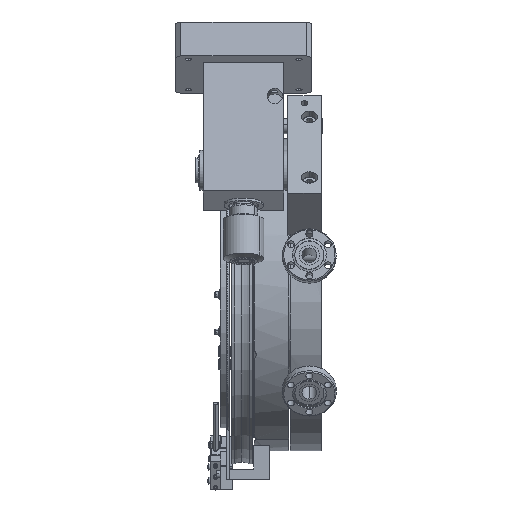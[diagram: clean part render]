
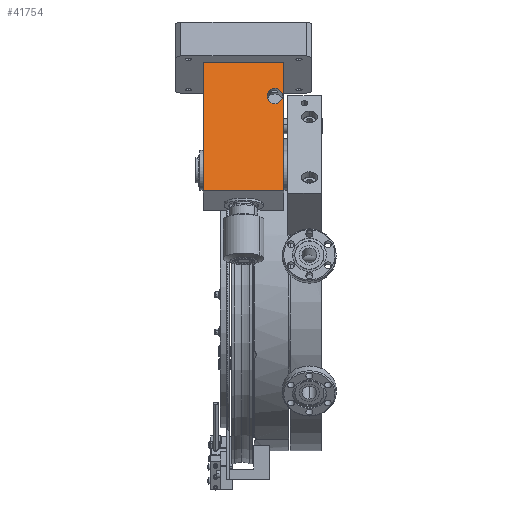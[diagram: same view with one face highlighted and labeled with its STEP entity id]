
A CAD part, left-side view. The second image highlights one B-rep face of the part: STEP entity #41754.
In plain terms, the highlighted planar face has unit normal (-0.962, 0, 0.274).
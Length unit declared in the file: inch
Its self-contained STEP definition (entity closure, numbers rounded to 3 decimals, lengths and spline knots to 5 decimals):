
#6765 = AXIS2_PLACEMENT_3D ( 'NONE', #9082, #9092, #9093 ) ;
#9082 = CARTESIAN_POINT ( 'NONE',  ( -5.2926, 1.637, 2.57534 ) ) ;
#9083 = PLANE ( 'NONE',  #6765 ) ;
#9092 = DIRECTION ( 'NONE',  ( -0.962, 0., 0.274 ) ) ;
#9093 = DIRECTION ( 'NONE',  ( 0., -1., 0. ) ) ;
#10404 = FACE_BOUND ( 'NONE', #42597, .T. ) ;
#10413 = FACE_OUTER_BOUND ( 'NONE', #42591, .T. ) ;
#21856 = VERTEX_POINT ( 'NONE', #64476 ) ;
#21910 = VERTEX_POINT ( 'NONE', #64529 ) ;
#21942 = VERTEX_POINT ( 'NONE', #64557 ) ;
#21943 = VERTEX_POINT ( 'NONE', #64558 ) ;
#21990 = VERTEX_POINT ( 'NONE', #64588 ) ;
#25198 = CARTESIAN_POINT ( 'NONE',  ( -4.38011, -0.363, 5.77268 ) ) ;
#35529 = EDGE_CURVE ( 'NONE', #21910, #21990, #75699, .T. ) ;
#35530 = EDGE_CURVE ( 'NONE', #21942, #53066, #75701, .T. ) ;
#35533 = EDGE_CURVE ( 'NONE', #21990, #53066, #75704, .T. ) ;
#35536 = EDGE_CURVE ( 'NONE', #21943, #21856, #75711, .T. ) ;
#35539 = EDGE_CURVE ( 'NONE', #21910, #21942, #75714, .T. ) ;
#35548 = EDGE_CURVE ( 'NONE', #21856, #21943, #75726, .T. ) ;
#41754 = ADVANCED_FACE ( 'NONE', ( #10404, #10413 ), #9083, .T. ) ;
#42591 = EDGE_LOOP ( 'NONE', ( #42967, #42969, #43016, #43017 ) ) ;
#42597 = EDGE_LOOP ( 'NONE', ( #42968, #42964 ) ) ;
#42964 = ORIENTED_EDGE ( 'NONE', *, *, #35548, .F. ) ;
#42967 = ORIENTED_EDGE ( 'NONE', *, *, #35533, .F. ) ;
#42968 = ORIENTED_EDGE ( 'NONE', *, *, #35536, .F. ) ;
#42969 = ORIENTED_EDGE ( 'NONE', *, *, #35529, .F. ) ;
#43016 = ORIENTED_EDGE ( 'NONE', *, *, #35539, .T. ) ;
#43017 = ORIENTED_EDGE ( 'NONE', *, *, #35530, .T. ) ;
#53066 = VERTEX_POINT ( 'NONE', #25198 ) ;
#64476 = CARTESIAN_POINT ( 'NONE',  ( -4.67384, -0.138, 4.74346 ) ) ;
#64529 = CARTESIAN_POINT ( 'NONE',  ( -5.2926, 1.637, 2.57534 ) ) ;
#64557 = CARTESIAN_POINT ( 'NONE',  ( -5.2926, -0.363, 2.57534 ) ) ;
#64558 = CARTESIAN_POINT ( 'NONE',  ( -4.56664, -0.138, 5.11909 ) ) ;
#64588 = CARTESIAN_POINT ( 'NONE',  ( -4.38011, 1.637, 5.77268 ) ) ;
#75692 = VECTOR ( 'NONE', #77080, 39.37008 ) ;
#75699 = LINE ( 'NONE', #77038, #75700 ) ;
#75700 = VECTOR ( 'NONE', #77039, 39.37008 ) ;
#75701 = LINE ( 'NONE', #77041, #75702 ) ;
#75702 = VECTOR ( 'NONE', #77042, 39.37008 ) ;
#75704 = LINE ( 'NONE', #77079, #75692 ) ;
#75711 = CIRCLE ( 'NONE', #77262, 0.19531 ) ;
#75714 = LINE ( 'NONE', #79570, #75715 ) ;
#75715 = VECTOR ( 'NONE', #79571, 39.37008 ) ;
#75726 = CIRCLE ( 'NONE', #77267, 0.19531 ) ;
#77038 = CARTESIAN_POINT ( 'NONE',  ( -5.2926, 1.637, 2.57534 ) ) ;
#77039 = DIRECTION ( 'NONE',  ( 0.274, 0., 0.962 ) ) ;
#77041 = CARTESIAN_POINT ( 'NONE',  ( -5.2926, -0.363, 2.57534 ) ) ;
#77042 = DIRECTION ( 'NONE',  ( 0.274, 0., 0.962 ) ) ;
#77043 = CARTESIAN_POINT ( 'NONE',  ( -4.62024, -0.138, 4.93127 ) ) ;
#77079 = CARTESIAN_POINT ( 'NONE',  ( -4.38011, 1.637, 5.77268 ) ) ;
#77080 = DIRECTION ( 'NONE',  ( 0., -1., 0. ) ) ;
#77262 = AXIS2_PLACEMENT_3D ( 'NONE', #77043, #79564, #79565 ) ;
#77267 = AXIS2_PLACEMENT_3D ( 'NONE', #79607, #79614, #79615 ) ;
#79564 = DIRECTION ( 'NONE',  ( -0.962, 0., 0.274 ) ) ;
#79565 = DIRECTION ( 'NONE',  ( 0.274, 0., 0.962 ) ) ;
#79570 = CARTESIAN_POINT ( 'NONE',  ( -5.2926, 1.637, 2.57534 ) ) ;
#79571 = DIRECTION ( 'NONE',  ( 0., -1., 0. ) ) ;
#79607 = CARTESIAN_POINT ( 'NONE',  ( -4.62024, -0.138, 4.93127 ) ) ;
#79614 = DIRECTION ( 'NONE',  ( -0.962, 0., 0.274 ) ) ;
#79615 = DIRECTION ( 'NONE',  ( 0.274, 0., 0.962 ) ) ;
